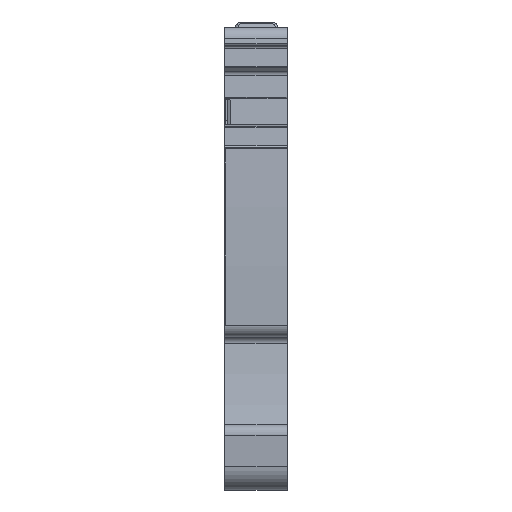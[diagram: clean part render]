
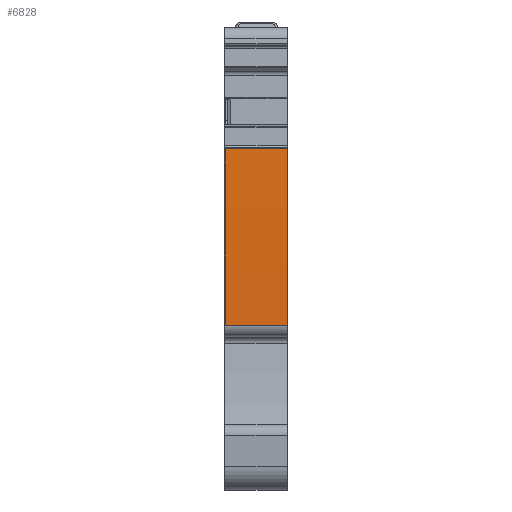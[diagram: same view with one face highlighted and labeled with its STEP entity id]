
A CAD part, front view. The second image highlights one B-rep face of the part: STEP entity #6828.
In plain terms, the highlighted cylindrical face has radius 154.9 mm (diameter 309.8 mm), a partial arc.
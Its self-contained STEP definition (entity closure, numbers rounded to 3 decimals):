
#1433=AXIS2_PLACEMENT_3D('Circle Axis2P3D',#1431,#1432,$) ;
#1440=AXIS2_PLACEMENT_3D('Circle Axis2P3D',#1438,#1439,$) ;
#6799=AXIS2_PLACEMENT_3D('Cylinder Axis2P3D',#6796,#6797,#6798) ;
#6803=AXIS2_PLACEMENT_3D('Circle Axis2P3D',#6801,#6802,$) ;
#6810=AXIS2_PLACEMENT_3D('Circle Axis2P3D',#6808,#6809,$) ;
#1428=CARTESIAN_POINT('Vertex',(5.1,1.859,27.772)) ;
#1431=CARTESIAN_POINT('Axis2P3D Location',(5.1,156.388,17.05)) ;
#1435=CARTESIAN_POINT('Vertex',(5.1,1.529,13.45)) ;
#1438=CARTESIAN_POINT('Axis2P3D Location',(5.1,156.615,17.055)) ;
#1442=CARTESIAN_POINT('Vertex',(5.1,1.53,13.427)) ;
#6779=CARTESIAN_POINT('Vertex',(0.05,1.859,27.772)) ;
#6782=CARTESIAN_POINT('Line Origine',(1.94,1.859,27.772)) ;
#6796=CARTESIAN_POINT('Axis2P3D Location',(2.55,156.388,17.05)) ;
#6801=CARTESIAN_POINT('Axis2P3D Location',(0.05,156.388,17.05)) ;
#6805=CARTESIAN_POINT('Vertex',(0.05,1.529,13.45)) ;
#6808=CARTESIAN_POINT('Axis2P3D Location',(0.05,156.388,17.05)) ;
#6812=CARTESIAN_POINT('Vertex',(0.05,1.53,13.427)) ;
#6815=CARTESIAN_POINT('Line Origine',(2.55,1.53,13.427)) ;
#1432=DIRECTION('Axis2P3D Direction',(1.,0.,0.)) ;
#1439=DIRECTION('Axis2P3D Direction',(1.,0.,0.)) ;
#6783=DIRECTION('Vector Direction',(1.,0.,0.)) ;
#6797=DIRECTION('Axis2P3D Direction',(1.,0.,0.)) ;
#6798=DIRECTION('Axis2P3D XDirection',(0.,-0.992,0.127)) ;
#6802=DIRECTION('Axis2P3D Direction',(1.,0.,0.)) ;
#6809=DIRECTION('Axis2P3D Direction',(1.,0.,0.)) ;
#6816=DIRECTION('Vector Direction',(1.,0.,0.)) ;
#6784=VECTOR('Line Direction',#6783,1.) ;
#6817=VECTOR('Line Direction',#6816,1.) ;
#6821=ORIENTED_EDGE('',*,*,#1437,.F.) ;
#6822=ORIENTED_EDGE('',*,*,#6786,.F.) ;
#6823=ORIENTED_EDGE('',*,*,#6807,.T.) ;
#6824=ORIENTED_EDGE('',*,*,#6814,.T.) ;
#6825=ORIENTED_EDGE('',*,*,#6819,.T.) ;
#6826=ORIENTED_EDGE('',*,*,#1444,.F.) ;
#6828=ADVANCED_FACE('MLD',(#6827),#6800,.T.) ;
#1434=CIRCLE('generated circle',#1433,154.9) ;
#1441=CIRCLE('generated circle',#1440,155.128) ;
#6804=CIRCLE('generated circle',#6803,154.9) ;
#6811=CIRCLE('generated circle',#6810,154.9) ;
#6800=CYLINDRICAL_SURFACE('generated cylinder',#6799,154.9) ;
#1437=EDGE_CURVE('',#1429,#1436,#1434,.T.) ;
#1444=EDGE_CURVE('',#1436,#1443,#1441,.T.) ;
#6786=EDGE_CURVE('',#6780,#1429,#6785,.T.) ;
#6807=EDGE_CURVE('',#6780,#6806,#6804,.T.) ;
#6814=EDGE_CURVE('',#6806,#6813,#6811,.T.) ;
#6819=EDGE_CURVE('',#6813,#1443,#6818,.T.) ;
#6820=EDGE_LOOP('',(#6821,#6822,#6823,#6824,#6825,#6826)) ;
#6827=FACE_OUTER_BOUND('',#6820,.T.) ;
#6785=LINE('Line',#6782,#6784) ;
#6818=LINE('Line',#6815,#6817) ;
#1429=VERTEX_POINT('',#1428) ;
#1436=VERTEX_POINT('',#1435) ;
#1443=VERTEX_POINT('',#1442) ;
#6780=VERTEX_POINT('',#6779) ;
#6806=VERTEX_POINT('',#6805) ;
#6813=VERTEX_POINT('',#6812) ;
